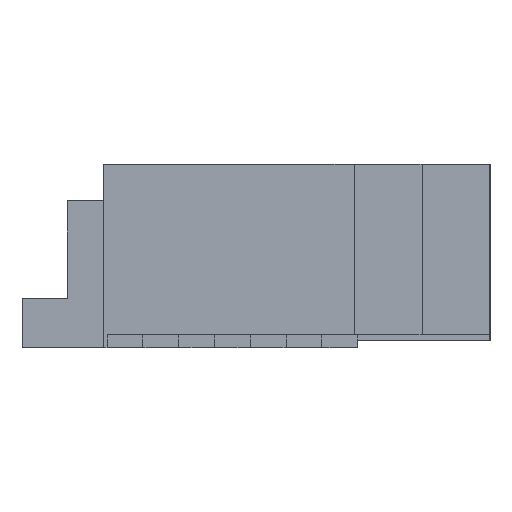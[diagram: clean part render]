
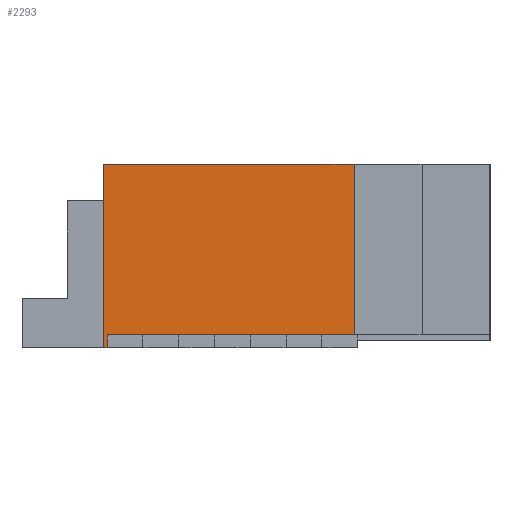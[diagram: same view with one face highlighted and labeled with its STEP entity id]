
A CAD part, left-side view. The second image highlights one B-rep face of the part: STEP entity #2293.
In plain terms, the highlighted planar face has unit normal (-1, 0, 0).
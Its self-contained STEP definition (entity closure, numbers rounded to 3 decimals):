
#40 = VERTEX_POINT('',#41);
#41 = CARTESIAN_POINT('',(-14.935,0.8,2.56));
#47 = EDGE_CURVE('',#48,#40,#50,.T.);
#48 = VERTEX_POINT('',#49);
#49 = CARTESIAN_POINT('',(-14.935,0.8,0.));
#50 = LINE('',#51,#52);
#51 = CARTESIAN_POINT('',(-14.935,0.8,0.));
#52 = VECTOR('',#53,1.);
#53 = DIRECTION('',(0.,0.,1.));
#860 = VERTEX_POINT('',#861);
#861 = CARTESIAN_POINT('',(-14.935,0.75,0.));
#867 = EDGE_CURVE('',#48,#860,#868,.T.);
#868 = LINE('',#869,#870);
#869 = CARTESIAN_POINT('',(-14.935,0.8,0.));
#870 = VECTOR('',#871,1.);
#871 = DIRECTION('',(0.,-1.,0.));
#2293 = ADVANCED_FACE('',(#2294),#2328,.F.);
#2294 = FACE_BOUND('',#2295,.F.);
#2295 = EDGE_LOOP('',(#2296,#2297,#2298,#2306,#2314,#2322));
#2296 = ORIENTED_EDGE('',*,*,#867,.F.);
#2297 = ORIENTED_EDGE('',*,*,#47,.T.);
#2298 = ORIENTED_EDGE('',*,*,#2299,.T.);
#2299 = EDGE_CURVE('',#40,#2300,#2302,.T.);
#2300 = VERTEX_POINT('',#2301);
#2301 = CARTESIAN_POINT('',(-14.935,-2.7,2.56));
#2302 = LINE('',#2303,#2304);
#2303 = CARTESIAN_POINT('',(-14.935,0.8,2.56));
#2304 = VECTOR('',#2305,1.);
#2305 = DIRECTION('',(0.,-1.,0.));
#2306 = ORIENTED_EDGE('',*,*,#2307,.F.);
#2307 = EDGE_CURVE('',#2308,#2300,#2310,.T.);
#2308 = VERTEX_POINT('',#2309);
#2309 = CARTESIAN_POINT('',(-14.935,-2.7,0.18));
#2310 = LINE('',#2311,#2312);
#2311 = CARTESIAN_POINT('',(-14.935,-2.7,0.));
#2312 = VECTOR('',#2313,1.);
#2313 = DIRECTION('',(0.,0.,1.));
#2314 = ORIENTED_EDGE('',*,*,#2315,.F.);
#2315 = EDGE_CURVE('',#2316,#2308,#2318,.T.);
#2316 = VERTEX_POINT('',#2317);
#2317 = CARTESIAN_POINT('',(-14.935,0.75,0.18));
#2318 = LINE('',#2319,#2320);
#2319 = CARTESIAN_POINT('',(-14.935,-0.1,0.18));
#2320 = VECTOR('',#2321,1.);
#2321 = DIRECTION('',(0.,-1.,0.));
#2322 = ORIENTED_EDGE('',*,*,#2323,.T.);
#2323 = EDGE_CURVE('',#2316,#860,#2324,.T.);
#2324 = LINE('',#2325,#2326);
#2325 = CARTESIAN_POINT('',(-14.935,0.75,0.));
#2326 = VECTOR('',#2327,1.);
#2327 = DIRECTION('',(-0.,0.,-1.));
#2328 = PLANE('',#2329);
#2329 = AXIS2_PLACEMENT_3D('',#2330,#2331,#2332);
#2330 = CARTESIAN_POINT('',(-14.935,0.8,0.));
#2331 = DIRECTION('',(1.,0.,0.));
#2332 = DIRECTION('',(0.,-1.,0.));
